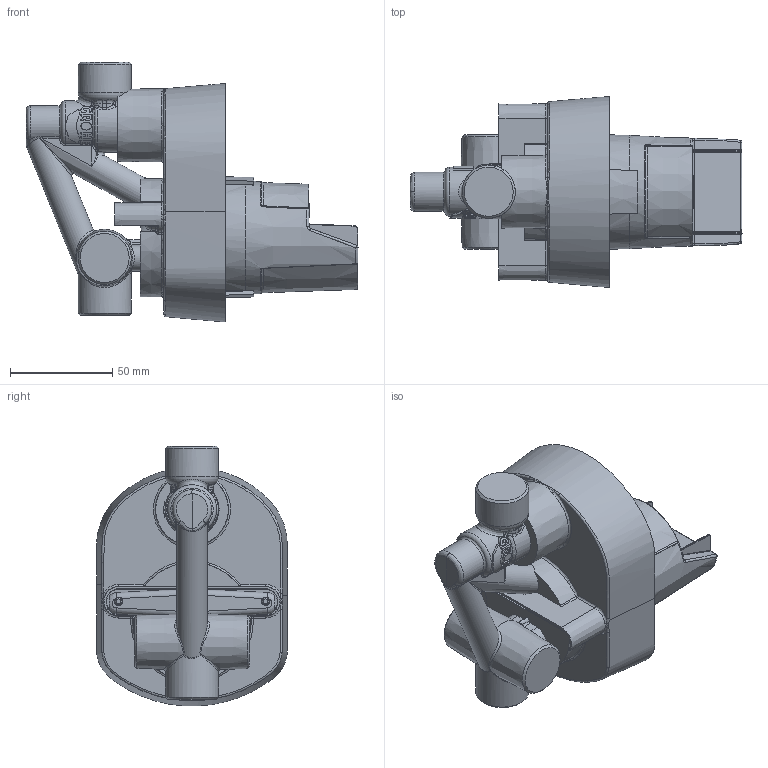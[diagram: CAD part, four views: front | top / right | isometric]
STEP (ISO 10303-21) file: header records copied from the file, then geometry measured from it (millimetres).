
FILE_DESCRIPTION(/* description */ ('Unknown'),/* implementation_level */ '2;1');
FILE_NAME(/* name */ '33963000_Install_Ro_OHM_BATH_S_01657939',/* time_stamp */ '2022-08-26T11:30:21+02:00',/* author */ ('Unknown'),/* organization */ ('GROHE AG'),/* preprocessor_version */ 'ST-DEVELOPER v16.7',/* originating_system */ 'DEX',/* authorisation */ $);
FILE_SCHEMA (('AUTOMOTIVE_DESIGN {1 0 10303 214 3 1 1}'));
Length unit declared in the file: millimetre
Products named in the file (2): 33963000_Install_Ro_OHM_BATH_S_01657939; extract
Assembly tree (1 placements, depth 2):
  33963000_Install_Ro_OHM_BATH_S_01657939
    extract
Bounding box: 162.51 x 93.45 x 127.26 mm (x, y, z)
Volume: 419632.3 mm3; surface area: 77695.1 mm2
Topology: 1 solids, 1 shells, 765 faces, 1925 edges, 1189 vertices
Faces by surface type: plane 254, bspline 234, cylinder 164, torus 48, cone 35, sphere 30
Full cylindrical faces by diameter (mm): 4.134 x2, 15 x2, 26 x2
Entity records: 39133 total; most frequent: CARTESIAN_POINT 18061, ORIENTED_EDGE 3764, DIRECTION 2362, EDGE_CURVE 1882, VERTEX_POINT 1173, B_SPLINE_CURVE_WITH_KNOTS 895, AXIS2_PLACEMENT_3D 855, EDGE_LOOP 823
